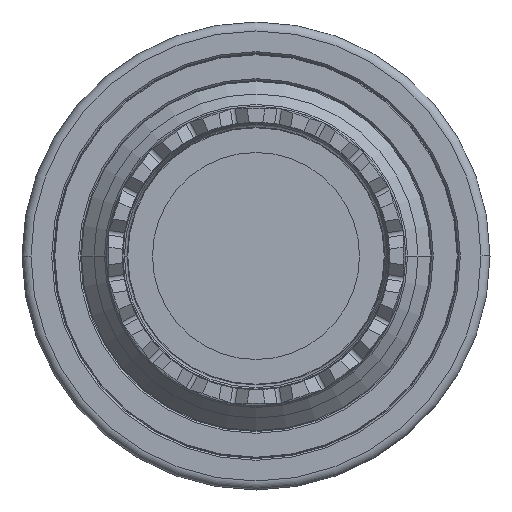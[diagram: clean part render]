
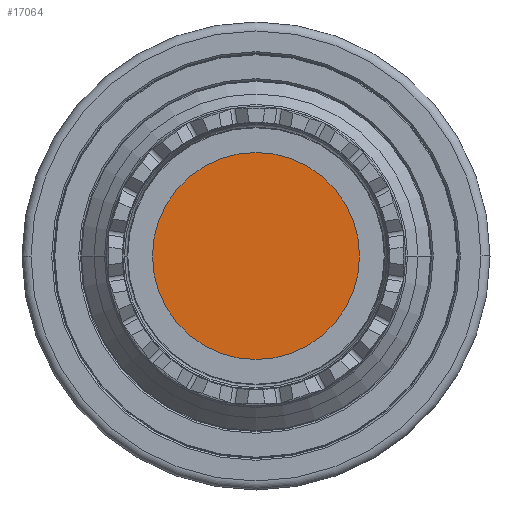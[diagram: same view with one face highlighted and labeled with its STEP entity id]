
A CAD part, left-side view. The second image highlights one B-rep face of the part: STEP entity #17064.
In plain terms, the highlighted planar face has unit normal (-1, 0, 0).
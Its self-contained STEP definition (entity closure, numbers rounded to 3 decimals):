
#6834=CARTESIAN_POINT('',(-17.056,0.,0.));
#6835=DIRECTION('',(1.,0.,0.));
#6836=DIRECTION('',(0.,0.,-1.));
#6837=AXIS2_PLACEMENT_3D('',#6834,#6835,#6836);
#6839=CARTESIAN_POINT('',(-17.056,0.,0.));
#6840=DIRECTION('',(1.,0.,0.));
#6841=DIRECTION('',(0.,0.,1.));
#6842=AXIS2_PLACEMENT_3D('',#6839,#6840,#6841);
#8918=CARTESIAN_POINT('',(-17.056,0.,5.75));
#8919=VERTEX_POINT('',#8918);
#8920=CARTESIAN_POINT('',(-17.056,0.,-5.75));
#8921=VERTEX_POINT('',#8920);
#17053=CARTESIAN_POINT('',(-17.056,0.,0.));
#17054=DIRECTION('',(1.,0.,0.));
#17055=DIRECTION('',(0.,0.,1.));
#17056=AXIS2_PLACEMENT_3D('',#17053,#17054,#17055);
#17057=PLANE('',#17056);
#17059=ORIENTED_EDGE('',*,*,#17058,.T.);
#17061=ORIENTED_EDGE('',*,*,#17060,.T.);
#17062=EDGE_LOOP('',(#17059,#17061));
#17063=FACE_OUTER_BOUND('',#17062,.F.);
#6838=CIRCLE('',#6837,5.75);
#6843=CIRCLE('',#6842,5.75);
#17058=EDGE_CURVE('',#8921,#8919,#6838,.T.);
#17060=EDGE_CURVE('',#8919,#8921,#6843,.T.);
#17064=ADVANCED_FACE('',(#17063),#17057,.F.);
